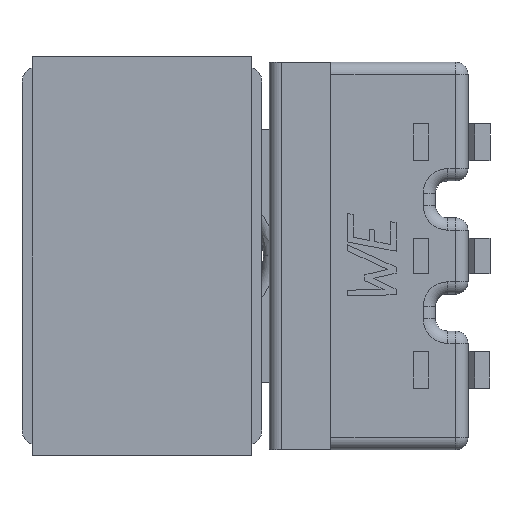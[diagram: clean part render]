
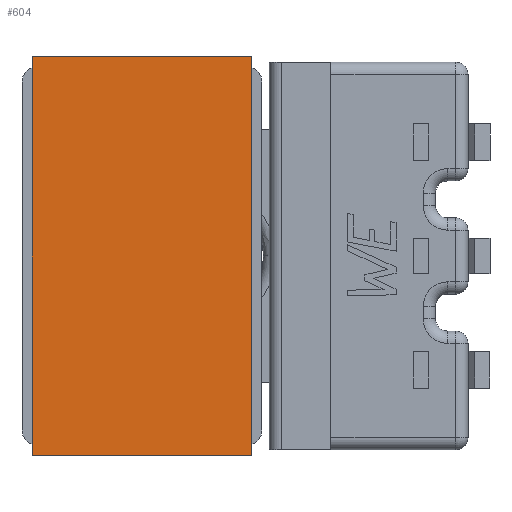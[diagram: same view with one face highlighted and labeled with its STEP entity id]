
A CAD part, left-side view. The second image highlights one B-rep face of the part: STEP entity #604.
In plain terms, the highlighted face is planar.
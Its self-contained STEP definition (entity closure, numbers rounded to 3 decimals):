
#604 = ADVANCED_FACE ( 'NONE', ( #8392 ), #8679, .T. ) ;
#816 = VECTOR ( 'NONE', #7207, 1000. ) ;
#1365 = VERTEX_POINT ( 'NONE', #5775 ) ;
#1395 = VECTOR ( 'NONE', #10184, 1000. ) ;
#1661 = ORIENTED_EDGE ( 'NONE', *, *, #4612, .T. ) ;
#1934 = LINE ( 'NONE', #5209, #1395 ) ;
#2467 = CARTESIAN_POINT ( 'NONE',  ( 5.86, 0.16, 0. ) ) ;
#2824 = LINE ( 'NONE', #7914, #6960 ) ;
#3527 = DIRECTION ( 'NONE',  ( 1., 0., 0. ) ) ;
#3788 = CARTESIAN_POINT ( 'NONE',  ( 5.86, 0.16, -3.56 ) ) ;
#4475 = DIRECTION ( 'NONE',  ( 0., 1., 0. ) ) ;
#4607 = AXIS2_PLACEMENT_3D ( 'NONE', #8614, #3527, #4475 ) ;
#4612 = EDGE_CURVE ( 'NONE', #8621, #7649, #1934, .T. ) ;
#5034 = EDGE_CURVE ( 'NONE', #8845, #7649, #10691, .T. ) ;
#5209 = CARTESIAN_POINT ( 'NONE',  ( 5.86, 0.16, -3.56 ) ) ;
#5775 = CARTESIAN_POINT ( 'NONE',  ( 5.86, -6.31, -3.56 ) ) ;
#6057 = ORIENTED_EDGE ( 'NONE', *, *, #9383, .T. ) ;
#6331 = EDGE_LOOP ( 'NONE', ( #6459, #10840, #6057, #1661 ) ) ;
#6459 = ORIENTED_EDGE ( 'NONE', *, *, #5034, .F. ) ;
#6752 = CARTESIAN_POINT ( 'NONE',  ( 5.86, 0.16, -3.56 ) ) ;
#6960 = VECTOR ( 'NONE', #7171, 1000. ) ;
#7171 = DIRECTION ( 'NONE',  ( 0., 0., 1. ) ) ;
#7207 = DIRECTION ( 'NONE',  ( 0., 1., 0. ) ) ;
#7649 = VERTEX_POINT ( 'NONE', #9982 ) ;
#7914 = CARTESIAN_POINT ( 'NONE',  ( 5.86, -6.31, -3.56 ) ) ;
#8392 = FACE_OUTER_BOUND ( 'NONE', #6331, .T. ) ;
#8614 = CARTESIAN_POINT ( 'NONE',  ( 5.86, 0.16, -3.56 ) ) ;
#8621 = VERTEX_POINT ( 'NONE', #6752 ) ;
#8679 = PLANE ( 'NONE',  #4607 ) ;
#8845 = VERTEX_POINT ( 'NONE', #10382 ) ;
#9369 = EDGE_CURVE ( 'NONE', #1365, #8845, #2824, .T. ) ;
#9383 = EDGE_CURVE ( 'NONE', #1365, #8621, #10141, .T. ) ;
#9982 = CARTESIAN_POINT ( 'NONE',  ( 5.86, 0.16, 0. ) ) ;
#10057 = DIRECTION ( 'NONE',  ( 0., 1., 0. ) ) ;
#10141 = LINE ( 'NONE', #3788, #816 ) ;
#10184 = DIRECTION ( 'NONE',  ( 0., 0., 1. ) ) ;
#10382 = CARTESIAN_POINT ( 'NONE',  ( 5.86, -6.31, 0. ) ) ;
#10569 = VECTOR ( 'NONE', #10057, 1000. ) ;
#10691 = LINE ( 'NONE', #2467, #10569 ) ;
#10840 = ORIENTED_EDGE ( 'NONE', *, *, #9369, .F. ) ;
